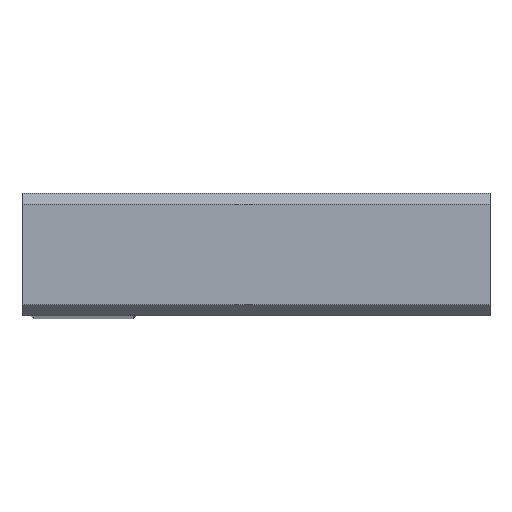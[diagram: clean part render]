
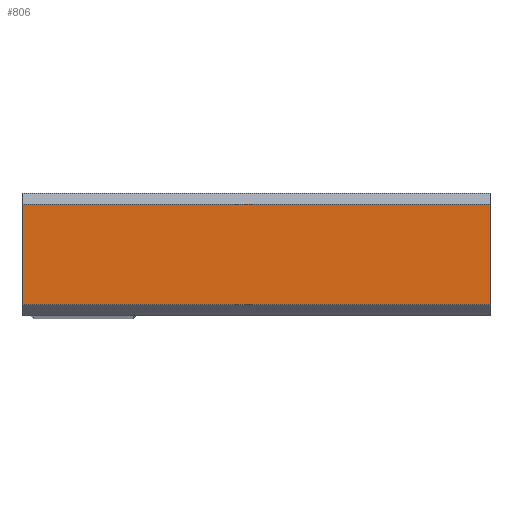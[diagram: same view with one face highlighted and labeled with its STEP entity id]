
A CAD part, top view. The second image highlights one B-rep face of the part: STEP entity #806.
In plain terms, the highlighted planar face has unit normal (0, 0, 1).
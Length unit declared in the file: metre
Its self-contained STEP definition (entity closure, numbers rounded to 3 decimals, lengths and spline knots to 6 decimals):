
#39=LINE('',#1141,#143);
#59=LINE('',#1199,#163);
#74=LINE('',#1227,#178);
#75=LINE('',#1228,#179);
#143=VECTOR('',#923,1.);
#163=VECTOR('',#967,1.);
#178=VECTOR('',#986,1.);
#179=VECTOR('',#987,1.);
#294=ORIENTED_EDGE('',*,*,#472,.F.);
#295=ORIENTED_EDGE('',*,*,#514,.F.);
#296=ORIENTED_EDGE('',*,*,#499,.T.);
#297=ORIENTED_EDGE('',*,*,#515,.F.);
#472=EDGE_CURVE('',#584,#585,#39,.T.);
#499=EDGE_CURVE('',#611,#610,#59,.T.);
#514=EDGE_CURVE('',#611,#584,#74,.T.);
#515=EDGE_CURVE('',#585,#610,#75,.T.);
#584=VERTEX_POINT('',#1140);
#585=VERTEX_POINT('',#1142);
#610=VERTEX_POINT('',#1198);
#611=VERTEX_POINT('',#1200);
#667=EDGE_LOOP('',(#294,#295,#296,#297));
#723=FACE_BOUND('',#667,.T.);
#769=PLANE('',#868);
#806=ADVANCED_FACE('',(#723),#769,.T.);
#868=AXIS2_PLACEMENT_3D('',#1226,#984,#985);
#923=DIRECTION('',(0.,1.,0.));
#967=DIRECTION('',(0.,1.,0.));
#984=DIRECTION('',(0.,0.,1.));
#985=DIRECTION('',(0.,1.,0.));
#986=DIRECTION('',(-1.,0.,0.));
#987=DIRECTION('',(1.,0.,0.));
#1140=CARTESIAN_POINT('',(-0.699655,-0.725134,0.0589));
#1141=CARTESIAN_POINT('',(-0.699655,-0.176801,0.0589));
#1142=CARTESIAN_POINT('',(-0.699655,-0.667984,0.0589));
#1198=CARTESIAN_POINT('',(-0.432955,-0.667984,0.0589));
#1199=CARTESIAN_POINT('',(-0.432955,-0.696559,0.0589));
#1200=CARTESIAN_POINT('',(-0.432955,-0.725134,0.0589));
#1226=CARTESIAN_POINT('',(-0.521855,-0.696559,0.0589));
#1227=CARTESIAN_POINT('',(-0.521855,-0.725134,0.0589));
#1228=CARTESIAN_POINT('',(-0.521855,-0.667984,0.0589));
